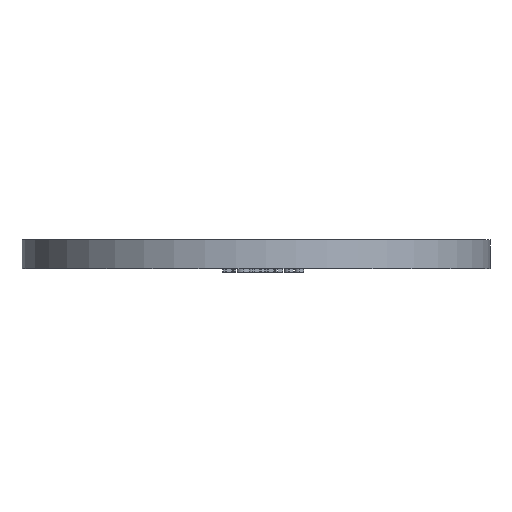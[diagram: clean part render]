
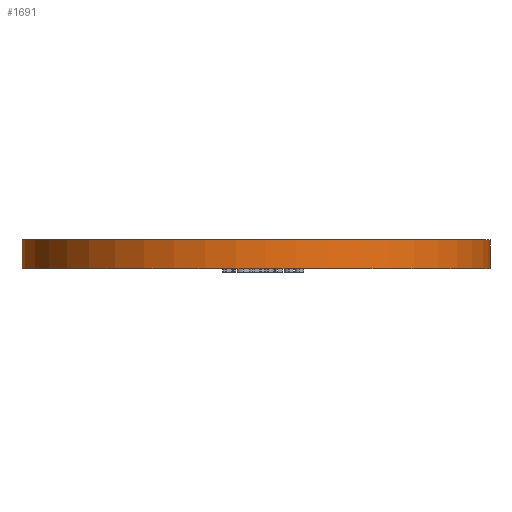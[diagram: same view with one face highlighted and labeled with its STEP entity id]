
A CAD part, front view. The second image highlights one B-rep face of the part: STEP entity #1691.
In plain terms, the highlighted free-form (B-spline) face has degree [2, 1] with [5, 2] control points.
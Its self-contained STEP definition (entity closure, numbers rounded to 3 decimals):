
#166 = VERTEX_POINT('',#167);
#167 = CARTESIAN_POINT('',(27.947,0.,
    3.452));
#168 = VERTEX_POINT('',#169);
#169 = CARTESIAN_POINT('',(-27.947,0.,3.452));
#177 = EDGE_CURVE('',#166,#178,#180,.T.);
#178 = VERTEX_POINT('',#179);
#179 = CARTESIAN_POINT('',(27.947,0.,0.));
#180 = B_SPLINE_CURVE_WITH_KNOTS('',1,(#181,#182),.UNSPECIFIED.,.F.,.F.,
  (2,2),(-0.,4.2),.PIECEWISE_BEZIER_KNOTS.);
#181 = CARTESIAN_POINT('',(27.947,0.,
    3.452));
#182 = CARTESIAN_POINT('',(27.947,0.,0.));
#185 = VERTEX_POINT('',#186);
#186 = CARTESIAN_POINT('',(-27.947,0.,0.));
#194 = EDGE_CURVE('',#168,#185,#195,.T.);
#195 = B_SPLINE_CURVE_WITH_KNOTS('',1,(#196,#197),.UNSPECIFIED.,.F.,.F.,
  (2,2),(-0.,4.2),.PIECEWISE_BEZIER_KNOTS.);
#196 = CARTESIAN_POINT('',(-27.947,0.,3.452));
#197 = CARTESIAN_POINT('',(-27.947,0.,0.));
#702 = EDGE_CURVE('',#185,#178,#703,.T.);
#703 = ( BOUNDED_CURVE() B_SPLINE_CURVE(2,(#704,#705,#706,#707,#708),
.UNSPECIFIED.,.F.,.F.) B_SPLINE_CURVE_WITH_KNOTS((3,2,3),(3.142,
4.712,6.283),.PIECEWISE_BEZIER_KNOTS.) CURVE() 
GEOMETRIC_REPRESENTATION_ITEM() RATIONAL_B_SPLINE_CURVE((1.,
0.707,1.,0.707,1.)) REPRESENTATION_ITEM('') );
#704 = CARTESIAN_POINT('',(-27.947,0.,0.));
#705 = CARTESIAN_POINT('',(-27.947,-27.947,0.));
#706 = CARTESIAN_POINT('',(0.,-27.947,0.));
#707 = CARTESIAN_POINT('',(27.947,-27.947,0.));
#708 = CARTESIAN_POINT('',(27.947,0.,0.));
#1678 = EDGE_CURVE('',#168,#166,#1679,.T.);
#1679 = ( BOUNDED_CURVE() B_SPLINE_CURVE(2,(#1680,#1681,#1682,#1683,
#1684),.UNSPECIFIED.,.F.,.F.) B_SPLINE_CURVE_WITH_KNOTS((3,2,3),(
    3.142,4.712,6.283),
.PIECEWISE_BEZIER_KNOTS.) CURVE() GEOMETRIC_REPRESENTATION_ITEM() 
RATIONAL_B_SPLINE_CURVE((1.,0.707,1.,0.707,1.)) 
REPRESENTATION_ITEM('') );
#1680 = CARTESIAN_POINT('',(-27.947,0.,
    3.452));
#1681 = CARTESIAN_POINT('',(-27.947,-27.947,
    3.452));
#1682 = CARTESIAN_POINT('',(0.,-27.947,
    3.452));
#1683 = CARTESIAN_POINT('',(27.947,-27.947,
    3.452));
#1684 = CARTESIAN_POINT('',(27.947,0.,
    3.452));
#1691 = ADVANCED_FACE('',(#1692),#1698,.T.);
#1692 = FACE_BOUND('',#1693,.T.);
#1693 = EDGE_LOOP('',(#1694,#1695,#1696,#1697));
#1694 = ORIENTED_EDGE('',*,*,#177,.F.);
#1695 = ORIENTED_EDGE('',*,*,#1678,.F.);
#1696 = ORIENTED_EDGE('',*,*,#194,.T.);
#1697 = ORIENTED_EDGE('',*,*,#702,.T.);
#1698 = ( BOUNDED_SURFACE() B_SPLINE_SURFACE(2,1,(
    (#1699,#1700)
    ,(#1701,#1702)
    ,(#1703,#1704)
    ,(#1705,#1706)
    ,(#1707,#1708
)),.UNSPECIFIED.,.F.,.F.,.F.) B_SPLINE_SURFACE_WITH_KNOTS((3,2,3),(2,2),
  (3.142,4.712,6.283),(0.,4.2),
.PIECEWISE_BEZIER_KNOTS.) GEOMETRIC_REPRESENTATION_ITEM() 
RATIONAL_B_SPLINE_SURFACE((
    (1.,1.)
    ,(0.707,0.707)
    ,(1.,1.)
    ,(0.707,0.707)
,(1.,1.))) REPRESENTATION_ITEM('') SURFACE() );
#1699 = CARTESIAN_POINT('',(27.947,0.,
    3.452));
#1700 = CARTESIAN_POINT('',(27.947,0.,0.));
#1701 = CARTESIAN_POINT('',(27.947,-27.947,
    3.452));
#1702 = CARTESIAN_POINT('',(27.947,-27.947,0.));
#1703 = CARTESIAN_POINT('',(0.,-27.947,
    3.452));
#1704 = CARTESIAN_POINT('',(0.,-27.947,0.));
#1705 = CARTESIAN_POINT('',(-27.947,-27.947,
    3.452));
#1706 = CARTESIAN_POINT('',(-27.947,-27.947,0.));
#1707 = CARTESIAN_POINT('',(-27.947,0.,
    3.452));
#1708 = CARTESIAN_POINT('',(-27.947,0.,0.));
